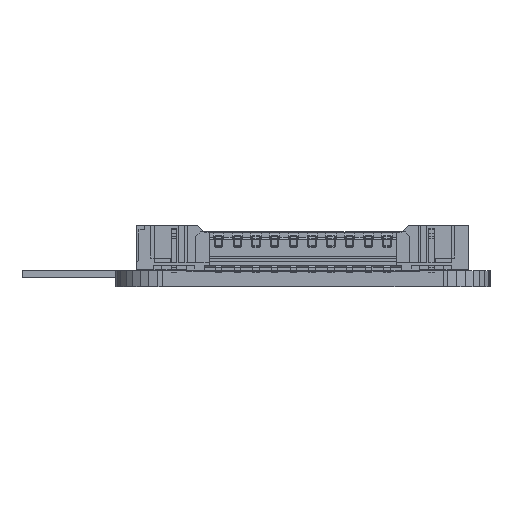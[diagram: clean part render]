
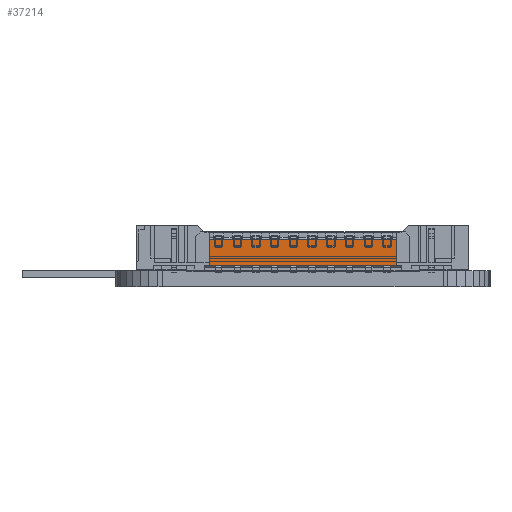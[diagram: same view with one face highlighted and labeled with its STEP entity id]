
A CAD part, left-side view. The second image highlights one B-rep face of the part: STEP entity #37214.
In plain terms, the highlighted face is planar.
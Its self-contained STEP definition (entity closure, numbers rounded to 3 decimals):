
#30946 = VERTEX_POINT('',#30947);
#30947 = CARTESIAN_POINT('',(-2.,1.2,0.13));
#30955 = EDGE_CURVE('',#30956,#30946,#30958,.T.);
#30956 = VERTEX_POINT('',#30957);
#30957 = CARTESIAN_POINT('',(2.,1.2,0.13));
#30958 = LINE('',#30959,#30960);
#30959 = CARTESIAN_POINT('',(2.,1.2,0.13));
#30960 = VECTOR('',#30961,1.);
#30961 = DIRECTION('',(-1.,0.,0.));
#31254 = VERTEX_POINT('',#31255);
#31255 = CARTESIAN_POINT('',(2.,1.2,0.67));
#31261 = EDGE_CURVE('',#31262,#31254,#31264,.T.);
#31262 = VERTEX_POINT('',#31263);
#31263 = CARTESIAN_POINT('',(-2.,1.2,0.67));
#31264 = LINE('',#31265,#31266);
#31265 = CARTESIAN_POINT('',(2.,1.2,0.67));
#31266 = VECTOR('',#31267,1.);
#31267 = DIRECTION('',(1.,0.,0.));
#37214 = ADVANCED_FACE('',(#37215),#37231,.T.);
#37215 = FACE_BOUND('',#37216,.T.);
#37216 = EDGE_LOOP('',(#37217,#37223,#37224,#37230));
#37217 = ORIENTED_EDGE('',*,*,#37218,.T.);
#37218 = EDGE_CURVE('',#30946,#31262,#37219,.T.);
#37219 = LINE('',#37220,#37221);
#37220 = CARTESIAN_POINT('',(-2.,1.2,0.67));
#37221 = VECTOR('',#37222,1.);
#37222 = DIRECTION('',(0.,0.,1.));
#37223 = ORIENTED_EDGE('',*,*,#31261,.T.);
#37224 = ORIENTED_EDGE('',*,*,#37225,.F.);
#37225 = EDGE_CURVE('',#30956,#31254,#37226,.T.);
#37226 = LINE('',#37227,#37228);
#37227 = CARTESIAN_POINT('',(2.,1.2,0.67));
#37228 = VECTOR('',#37229,1.);
#37229 = DIRECTION('',(0.,0.,1.));
#37230 = ORIENTED_EDGE('',*,*,#30955,.T.);
#37231 = PLANE('',#37232);
#37232 = AXIS2_PLACEMENT_3D('',#37233,#37234,#37235);
#37233 = CARTESIAN_POINT('',(2.,1.2,0.67));
#37234 = DIRECTION('',(-0.,1.,0.));
#37235 = DIRECTION('',(1.,0.,0.));
